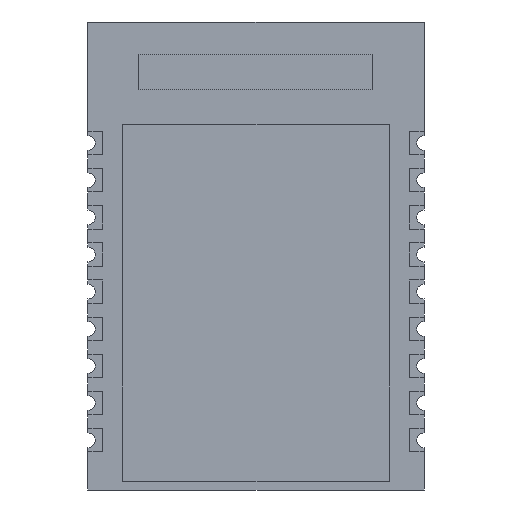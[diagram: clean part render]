
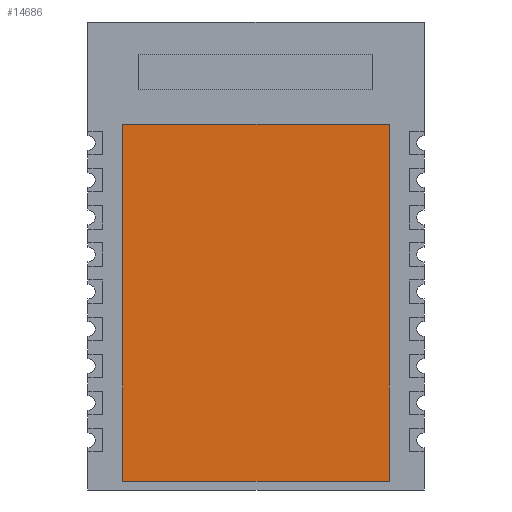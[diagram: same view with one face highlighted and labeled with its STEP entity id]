
A CAD part, front view. The second image highlights one B-rep face of the part: STEP entity #14686.
In plain terms, the highlighted planar face has unit normal (0, -1, 0).
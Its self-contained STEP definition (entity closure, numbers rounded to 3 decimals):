
#26 = LINE ( 'NONE', #3000, #822 ) ;
#822 = VECTOR ( 'NONE', #12627, 1000. ) ;
#831 = CARTESIAN_POINT ( 'NONE',  ( -4.55, -1.32, 4.5 ) ) ;
#1057 = CARTESIAN_POINT ( 'NONE',  ( 4.55, -1.32, 4.5 ) ) ;
#1907 = FACE_OUTER_BOUND ( 'NONE', #15969, .T. ) ;
#2481 = DIRECTION ( 'NONE',  ( 1., 0., 0. ) ) ;
#3000 = CARTESIAN_POINT ( 'NONE',  ( -4.55, -1.32, -7.7 ) ) ;
#3196 = ORIENTED_EDGE ( 'NONE', *, *, #6266, .T. ) ;
#4989 = CARTESIAN_POINT ( 'NONE',  ( 0., -1.32, 0. ) ) ;
#5360 = LINE ( 'NONE', #10159, #11455 ) ;
#5389 = DIRECTION ( 'NONE',  ( 0., 0., -1. ) ) ;
#5504 = EDGE_CURVE ( 'NONE', #7255, #10363, #12543, .T. ) ;
#5524 = CARTESIAN_POINT ( 'NONE',  ( 4.55, -1.32, 4.5 ) ) ;
#6266 = EDGE_CURVE ( 'NONE', #10363, #10859, #7737, .T. ) ;
#6592 = AXIS2_PLACEMENT_3D ( 'NONE', #4989, #6926, #5389 ) ;
#6926 = DIRECTION ( 'NONE',  ( 0., -1., 0. ) ) ;
#7220 = EDGE_CURVE ( 'NONE', #17643, #7255, #5360, .T. ) ;
#7255 = VERTEX_POINT ( 'NONE', #11596 ) ;
#7737 = LINE ( 'NONE', #1057, #20286 ) ;
#10159 = CARTESIAN_POINT ( 'NONE',  ( 4.55, -1.32, -7.7 ) ) ;
#10363 = VERTEX_POINT ( 'NONE', #5524 ) ;
#10859 = VERTEX_POINT ( 'NONE', #831 ) ;
#11455 = VECTOR ( 'NONE', #2481, 1000. ) ;
#11596 = CARTESIAN_POINT ( 'NONE',  ( 4.55, -1.32, -7.7 ) ) ;
#11849 = ORIENTED_EDGE ( 'NONE', *, *, #5504, .T. ) ;
#12061 = VECTOR ( 'NONE', #18528, 1000. ) ;
#12543 = LINE ( 'NONE', #17265, #12061 ) ;
#12627 = DIRECTION ( 'NONE',  ( 0., 0., -1. ) ) ;
#13656 = DIRECTION ( 'NONE',  ( -1., 0., 0. ) ) ;
#14686 = ADVANCED_FACE ( 'NONE', ( #1907 ), #16057, .T. ) ;
#15969 = EDGE_LOOP ( 'NONE', ( #11849, #3196, #20087, #19194 ) ) ;
#16057 = PLANE ( 'NONE',  #6592 ) ;
#17128 = CARTESIAN_POINT ( 'NONE',  ( -4.55, -1.32, -7.7 ) ) ;
#17265 = CARTESIAN_POINT ( 'NONE',  ( 4.55, -1.32, -7.7 ) ) ;
#17296 = EDGE_CURVE ( 'NONE', #10859, #17643, #26, .T. ) ;
#17643 = VERTEX_POINT ( 'NONE', #17128 ) ;
#18528 = DIRECTION ( 'NONE',  ( 0., 0., 1. ) ) ;
#19194 = ORIENTED_EDGE ( 'NONE', *, *, #7220, .T. ) ;
#20087 = ORIENTED_EDGE ( 'NONE', *, *, #17296, .T. ) ;
#20286 = VECTOR ( 'NONE', #13656, 1000. ) ;
